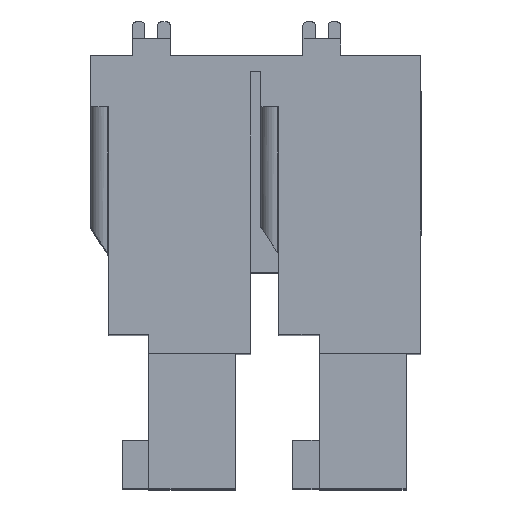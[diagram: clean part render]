
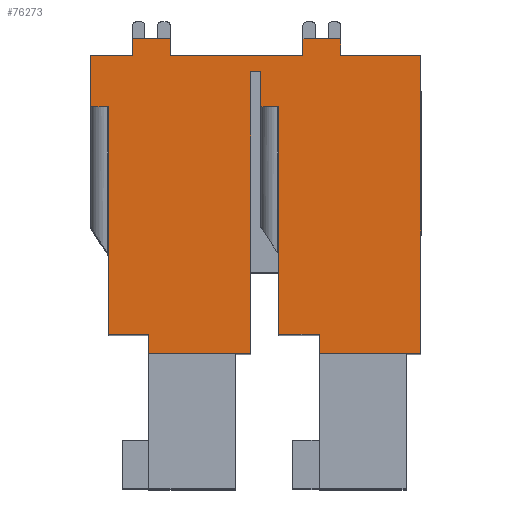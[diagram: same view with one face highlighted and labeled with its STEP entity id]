
A CAD part, top view. The second image highlights one B-rep face of the part: STEP entity #76273.
In plain terms, the highlighted planar face has unit normal (0, 0, 1).
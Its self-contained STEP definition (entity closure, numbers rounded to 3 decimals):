
#9431=DIRECTION('',(1.,0.,0.));
#9432=VECTOR('',#9431,4.965);
#9433=CARTESIAN_POINT('',(-5.215,-3.966,21.35));
#9434=LINE('',#9433,#9432);
#15449=DIRECTION('',(0.,-1.,0.));
#15450=VECTOR('',#15449,11.089);
#15451=CARTESIAN_POINT('',(-7.176,8.05,21.35));
#15452=LINE('',#15451,#15450);
#18281=DIRECTION('',(-1.,0.,0.));
#18282=VECTOR('',#18281,6.472);
#18283=CARTESIAN_POINT('',(2.3,10.55,21.35));
#18284=LINE('',#18283,#18282);
#18734=DIRECTION('',(0.,-1.,0.));
#18735=VECTOR('',#18734,0.816);
#18736=CARTESIAN_POINT('',(2.3,11.366,21.35));
#18737=LINE('',#18736,#18735);
#18741=DIRECTION('',(1.,0.,0.));
#18742=VECTOR('',#18741,1.828);
#18743=CARTESIAN_POINT('',(2.3,11.366,21.35));
#18744=LINE('',#18743,#18742);
#18748=DIRECTION('',(0.,1.,0.));
#18749=VECTOR('',#18748,0.816);
#18750=CARTESIAN_POINT('',(4.128,10.55,21.35));
#18751=LINE('',#18750,#18749);
#18755=DIRECTION('',(-1.,0.,0.));
#18756=VECTOR('',#18755,3.922);
#18757=CARTESIAN_POINT('',(8.05,10.55,21.35));
#18758=LINE('',#18757,#18756);
#18762=DIRECTION('',(0.,1.,0.));
#18763=VECTOR('',#18762,14.516);
#18764=CARTESIAN_POINT('',(8.05,-3.966,21.35));
#18765=LINE('',#18764,#18763);
#18769=DIRECTION('',(0.,-1.,0.));
#18770=VECTOR('',#18769,0.927);
#18771=CARTESIAN_POINT('',(3.085,-3.039,21.35));
#18772=LINE('',#18771,#18770);
#18776=DIRECTION('',(1.,0.,0.));
#18777=VECTOR('',#18776,1.96);
#18778=CARTESIAN_POINT('',(1.124,-3.039,21.35));
#18779=LINE('',#18778,#18777);
#18783=DIRECTION('',(1.,0.,0.));
#18784=VECTOR('',#18783,0.874);
#18785=CARTESIAN_POINT('',(0.25,8.05,21.35));
#18786=LINE('',#18785,#18784);
#18790=DIRECTION('',(0.,-1.,0.));
#18791=VECTOR('',#18790,1.7);
#18792=CARTESIAN_POINT('',(0.25,9.75,21.35));
#18793=LINE('',#18792,#18791);
#18797=DIRECTION('',(1.,0.,0.));
#18798=VECTOR('',#18797,0.5);
#18799=CARTESIAN_POINT('',(-0.25,9.75,21.35));
#18800=LINE('',#18799,#18798);
#18804=DIRECTION('',(0.,1.,0.));
#18805=VECTOR('',#18804,13.716);
#18806=CARTESIAN_POINT('',(-0.25,-3.966,21.35));
#18807=LINE('',#18806,#18805);
#18811=DIRECTION('',(0.,-1.,0.));
#18812=VECTOR('',#18811,0.927);
#18813=CARTESIAN_POINT('',(-5.215,-3.039,21.35));
#18814=LINE('',#18813,#18812);
#18818=DIRECTION('',(1.,0.,0.));
#18819=VECTOR('',#18818,1.96);
#18820=CARTESIAN_POINT('',(-7.176,-3.039,21.35));
#18821=LINE('',#18820,#18819);
#18825=DIRECTION('',(1.,0.,0.));
#18826=VECTOR('',#18825,0.874);
#18827=CARTESIAN_POINT('',(-8.05,8.05,21.35));
#18828=LINE('',#18827,#18826);
#18832=DIRECTION('',(0.,-1.,0.));
#18833=VECTOR('',#18832,2.5);
#18834=CARTESIAN_POINT('',(-8.05,10.55,21.35));
#18835=LINE('',#18834,#18833);
#18839=DIRECTION('',(-1.,0.,0.));
#18840=VECTOR('',#18839,2.05);
#18841=CARTESIAN_POINT('',(-6.,10.55,21.35));
#18842=LINE('',#18841,#18840);
#18846=DIRECTION('',(0.,-1.,0.));
#18847=VECTOR('',#18846,0.816);
#18848=CARTESIAN_POINT('',(-6.,11.366,21.35));
#18849=LINE('',#18848,#18847);
#18853=DIRECTION('',(1.,0.,0.));
#18854=VECTOR('',#18853,1.828);
#18855=CARTESIAN_POINT('',(-6.,11.366,21.35));
#18856=LINE('',#18855,#18854);
#18860=DIRECTION('',(0.,1.,0.));
#18861=VECTOR('',#18860,0.816);
#18862=CARTESIAN_POINT('',(-4.172,10.55,21.35));
#18863=LINE('',#18862,#18861);
#24394=DIRECTION('',(0.,-1.,0.));
#24395=VECTOR('',#24394,11.089);
#24396=CARTESIAN_POINT('',(1.124,8.05,21.35));
#24397=LINE('',#24396,#24395);
#29282=DIRECTION('',(1.,0.,0.));
#29283=VECTOR('',#29282,4.965);
#29284=CARTESIAN_POINT('',(3.085,-3.966,21.35));
#29285=LINE('',#29284,#29283);
#57313=CARTESIAN_POINT('',(-7.176,-3.039,21.35));
#57314=CARTESIAN_POINT('',(-5.215,-3.039,21.35));
#57315=VERTEX_POINT('',#57313);
#57316=VERTEX_POINT('',#57314);
#57317=CARTESIAN_POINT('',(-6.,10.55,21.35));
#57318=CARTESIAN_POINT('',(-8.05,10.55,21.35));
#57319=VERTEX_POINT('',#57317);
#57320=VERTEX_POINT('',#57318);
#57322=CARTESIAN_POINT('',(-0.25,-3.966,21.35));
#57324=VERTEX_POINT('',#57322);
#57348=CARTESIAN_POINT('',(-4.172,10.55,21.35));
#57350=VERTEX_POINT('',#57348);
#57367=CARTESIAN_POINT('',(-5.215,-3.966,21.35));
#57369=VERTEX_POINT('',#57367);
#57371=CARTESIAN_POINT('',(-8.05,8.05,21.35));
#57372=VERTEX_POINT('',#57371);
#57373=CARTESIAN_POINT('',(-7.176,8.05,21.35));
#57374=VERTEX_POINT('',#57373);
#57399=CARTESIAN_POINT('',(-4.172,11.366,21.35));
#57400=VERTEX_POINT('',#57399);
#57401=CARTESIAN_POINT('',(-6.,11.366,21.35));
#57402=VERTEX_POINT('',#57401);
#57733=CARTESIAN_POINT('',(8.05,10.55,21.35));
#57734=CARTESIAN_POINT('',(4.128,10.55,21.35));
#57735=VERTEX_POINT('',#57733);
#57736=VERTEX_POINT('',#57734);
#57753=CARTESIAN_POINT('',(2.3,10.55,21.35));
#57754=VERTEX_POINT('',#57753);
#57779=CARTESIAN_POINT('',(4.128,11.366,21.35));
#57780=VERTEX_POINT('',#57779);
#57781=CARTESIAN_POINT('',(2.3,11.366,21.35));
#57782=VERTEX_POINT('',#57781);
#57929=CARTESIAN_POINT('',(0.25,8.05,21.35));
#57930=CARTESIAN_POINT('',(1.124,8.05,21.35));
#57931=VERTEX_POINT('',#57929);
#57932=VERTEX_POINT('',#57930);
#58082=CARTESIAN_POINT('',(-0.25,9.75,21.35));
#58084=VERTEX_POINT('',#58082);
#58085=CARTESIAN_POINT('',(0.25,9.75,21.35));
#58087=VERTEX_POINT('',#58085);
#66961=CARTESIAN_POINT('',(1.124,-3.039,21.35));
#66962=CARTESIAN_POINT('',(3.085,-3.039,21.35));
#66963=VERTEX_POINT('',#66961);
#66964=VERTEX_POINT('',#66962);
#66967=CARTESIAN_POINT('',(8.05,-3.966,21.35));
#66968=VERTEX_POINT('',#66967);
#66969=CARTESIAN_POINT('',(3.085,-3.966,21.35));
#66971=VERTEX_POINT('',#66969);
#76231=CARTESIAN_POINT('',(0.,0.,21.35));
#76232=DIRECTION('',(0.,0.,1.));
#76233=DIRECTION('',(1.,0.,0.));
#76234=AXIS2_PLACEMENT_3D('',#76231,#76232,#76233);
#76235=PLANE('',#76234);
#76236=ORIENTED_EDGE('',*,*,#75770,.F.);
#76238=ORIENTED_EDGE('',*,*,#76237,.F.);
#76240=ORIENTED_EDGE('',*,*,#76239,.T.);
#76242=ORIENTED_EDGE('',*,*,#76241,.F.);
#76244=ORIENTED_EDGE('',*,*,#76243,.F.);
#76245=ORIENTED_EDGE('',*,*,#67010,.F.);
#76247=ORIENTED_EDGE('',*,*,#76246,.F.);
#76249=ORIENTED_EDGE('',*,*,#76248,.F.);
#76251=ORIENTED_EDGE('',*,*,#76250,.F.);
#76253=ORIENTED_EDGE('',*,*,#76252,.F.);
#76254=ORIENTED_EDGE('',*,*,#76087,.F.);
#76255=ORIENTED_EDGE('',*,*,#75974,.F.);
#76257=ORIENTED_EDGE('',*,*,#76256,.F.);
#76258=ORIENTED_EDGE('',*,*,#69727,.F.);
#76259=ORIENTED_EDGE('',*,*,#70616,.F.);
#76260=ORIENTED_EDGE('',*,*,#70639,.F.);
#76261=ORIENTED_EDGE('',*,*,#74460,.F.);
#76262=ORIENTED_EDGE('',*,*,#74570,.F.);
#76263=ORIENTED_EDGE('',*,*,#74723,.F.);
#76264=ORIENTED_EDGE('',*,*,#74962,.F.);
#76265=ORIENTED_EDGE('',*,*,#75346,.F.);
#76266=ORIENTED_EDGE('',*,*,#75507,.F.);
#76268=ORIENTED_EDGE('',*,*,#76267,.T.);
#76270=ORIENTED_EDGE('',*,*,#76269,.F.);
#76271=EDGE_LOOP('',(#76236,#76238,#76240,#76242,#76244,#76245,#76247,#76249,
#76251,#76253,#76254,#76255,#76257,#76258,#76259,#76260,#76261,#76262,#76263,
#76264,#76265,#76266,#76268,#76270));
#76272=FACE_OUTER_BOUND('',#76271,.F.);
#67010=EDGE_CURVE('',#66968,#57735,#18765,.T.);
#69727=EDGE_CURVE('',#57324,#58084,#18807,.T.);
#70616=EDGE_CURVE('',#57369,#57324,#9434,.T.);
#70639=EDGE_CURVE('',#57316,#57369,#18814,.T.);
#74460=EDGE_CURVE('',#57315,#57316,#18821,.T.);
#74570=EDGE_CURVE('',#57374,#57315,#15452,.T.);
#74723=EDGE_CURVE('',#57372,#57374,#18828,.T.);
#74962=EDGE_CURVE('',#57320,#57372,#18835,.T.);
#75346=EDGE_CURVE('',#57319,#57320,#18842,.T.);
#75507=EDGE_CURVE('',#57402,#57319,#18849,.T.);
#75770=EDGE_CURVE('',#57754,#57350,#18284,.T.);
#75974=EDGE_CURVE('',#58087,#57931,#18793,.T.);
#76087=EDGE_CURVE('',#57931,#57932,#18786,.T.);
#76237=EDGE_CURVE('',#57782,#57754,#18737,.T.);
#76239=EDGE_CURVE('',#57782,#57780,#18744,.T.);
#76241=EDGE_CURVE('',#57736,#57780,#18751,.T.);
#76243=EDGE_CURVE('',#57735,#57736,#18758,.T.);
#76246=EDGE_CURVE('',#66971,#66968,#29285,.T.);
#76248=EDGE_CURVE('',#66964,#66971,#18772,.T.);
#76250=EDGE_CURVE('',#66963,#66964,#18779,.T.);
#76252=EDGE_CURVE('',#57932,#66963,#24397,.T.);
#76256=EDGE_CURVE('',#58084,#58087,#18800,.T.);
#76267=EDGE_CURVE('',#57402,#57400,#18856,.T.);
#76269=EDGE_CURVE('',#57350,#57400,#18863,.T.);
#76273=ADVANCED_FACE('',(#76272),#76235,.T.);
